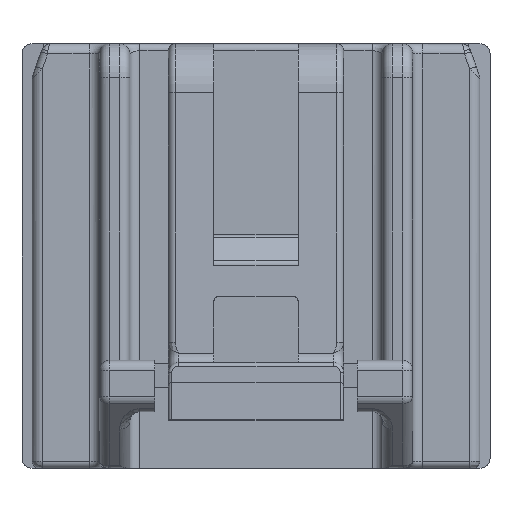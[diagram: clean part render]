
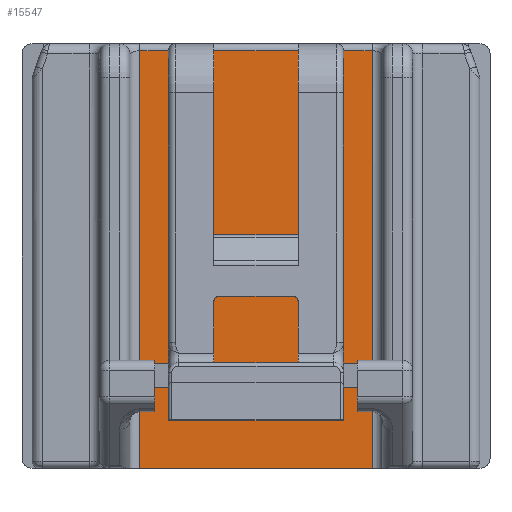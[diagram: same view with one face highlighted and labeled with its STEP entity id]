
A CAD part, front view. The second image highlights one B-rep face of the part: STEP entity #15547.
In plain terms, the highlighted planar face has unit normal (0, -1, 0).
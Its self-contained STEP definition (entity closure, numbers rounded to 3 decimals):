
#2974=DIRECTION('',(1.,0.,0.));
#2975=VECTOR('',#2974,6.9);
#2976=CARTESIAN_POINT('',(-3.45,-1.15,0.));
#2977=LINE('',#2976,#2975);
#3365=DIRECTION('',(0.,0.,1.));
#3366=VECTOR('',#3365,12.4);
#3367=CARTESIAN_POINT('',(3.45,-1.15,0.));
#3368=LINE('',#3367,#3366);
#3400=DIRECTION('',(0.,0.,-1.));
#3401=VECTOR('',#3400,2.8);
#3402=CARTESIAN_POINT('',(-2.6,-1.15,12.4));
#3403=LINE('',#3402,#3401);
#3404=DIRECTION('',(0.,0.,1.));
#3405=VECTOR('',#3404,2.);
#3406=CARTESIAN_POINT('',(-1.8,-1.15,9.6));
#3407=LINE('',#3406,#3405);
#3408=DIRECTION('',(0.,0.,1.));
#3409=VECTOR('',#3408,0.8);
#3410=CARTESIAN_POINT('',(-1.25,-1.15,11.6));
#3411=LINE('',#3410,#3409);
#3412=DIRECTION('',(1.,0.,0.));
#3413=VECTOR('',#3412,0.8);
#3414=CARTESIAN_POINT('',(1.8,-1.15,9.6));
#3415=LINE('',#3414,#3413);
#3416=DIRECTION('',(0.,0.,1.));
#3417=VECTOR('',#3416,2.8);
#3418=CARTESIAN_POINT('',(2.6,-1.15,9.6));
#3419=LINE('',#3418,#3417);
#3447=DIRECTION('',(0.,0.,-1.));
#3448=VECTOR('',#3447,12.4);
#3449=CARTESIAN_POINT('',(-3.45,-1.15,12.4));
#3450=LINE('',#3449,#3448);
#3480=DIRECTION('',(-1.,0.,0.));
#3481=VECTOR('',#3480,0.85);
#3482=CARTESIAN_POINT('',(-2.6,-1.15,12.4));
#3483=LINE('',#3482,#3481);
#3828=DIRECTION('',(0.,0.,1.));
#3829=VECTOR('',#3828,0.8);
#3830=CARTESIAN_POINT('',(1.25,-1.15,11.6));
#3831=LINE('',#3830,#3829);
#3876=DIRECTION('',(0.,0.,1.));
#3877=VECTOR('',#3876,2.);
#3878=CARTESIAN_POINT('',(1.8,-1.15,9.6));
#3879=LINE('',#3878,#3877);
#4258=DIRECTION('',(-1.,0.,0.));
#4259=VECTOR('',#4258,0.85);
#4260=CARTESIAN_POINT('',(3.45,-1.15,12.4));
#4261=LINE('',#4260,#4259);
#4389=DIRECTION('',(-1.,0.,0.));
#4390=VECTOR('',#4389,0.55);
#4391=CARTESIAN_POINT('',(1.8,-1.15,11.6));
#4392=LINE('',#4391,#4390);
#4393=DIRECTION('',(-1.,0.,0.));
#4394=VECTOR('',#4393,2.5);
#4395=CARTESIAN_POINT('',(1.25,-1.15,12.4));
#4396=LINE('',#4395,#4394);
#4405=DIRECTION('',(-1.,0.,0.));
#4406=VECTOR('',#4405,0.55);
#4407=CARTESIAN_POINT('',(-1.25,-1.15,11.6));
#4408=LINE('',#4407,#4406);
#4409=DIRECTION('',(-1.,0.,0.));
#4410=VECTOR('',#4409,0.8);
#4411=CARTESIAN_POINT('',(-1.8,-1.15,9.6));
#4412=LINE('',#4411,#4410);
#8790=CARTESIAN_POINT('',(-3.45,-1.15,0.));
#8791=VERTEX_POINT('',#8790);
#8792=CARTESIAN_POINT('',(3.45,-1.15,0.));
#8793=VERTEX_POINT('',#8792);
#9084=CARTESIAN_POINT('',(3.45,-1.15,12.4));
#9085=VERTEX_POINT('',#9084);
#9086=CARTESIAN_POINT('',(-3.45,-1.15,12.4));
#9087=VERTEX_POINT('',#9086);
#9088=CARTESIAN_POINT('',(-2.6,-1.15,12.4));
#9089=VERTEX_POINT('',#9088);
#9090=CARTESIAN_POINT('',(-2.6,-1.15,9.6));
#9091=VERTEX_POINT('',#9090);
#9092=CARTESIAN_POINT('',(-1.8,-1.15,9.6));
#9093=VERTEX_POINT('',#9092);
#9094=CARTESIAN_POINT('',(-1.8,-1.15,11.6));
#9095=VERTEX_POINT('',#9094);
#9096=CARTESIAN_POINT('',(-1.25,-1.15,11.6));
#9097=VERTEX_POINT('',#9096);
#9098=CARTESIAN_POINT('',(-1.25,-1.15,12.4));
#9099=VERTEX_POINT('',#9098);
#9100=CARTESIAN_POINT('',(1.25,-1.15,12.4));
#9101=VERTEX_POINT('',#9100);
#9102=CARTESIAN_POINT('',(1.25,-1.15,11.6));
#9103=VERTEX_POINT('',#9102);
#9104=CARTESIAN_POINT('',(1.8,-1.15,11.6));
#9105=VERTEX_POINT('',#9104);
#9106=CARTESIAN_POINT('',(1.8,-1.15,9.6));
#9107=VERTEX_POINT('',#9106);
#9108=CARTESIAN_POINT('',(2.6,-1.15,9.6));
#9109=VERTEX_POINT('',#9108);
#9110=CARTESIAN_POINT('',(2.6,-1.15,12.4));
#9111=VERTEX_POINT('',#9110);
#15510=CARTESIAN_POINT('',(-6.35,-1.15,0.));
#15511=DIRECTION('',(0.,-1.,0.));
#15512=DIRECTION('',(1.,0.,0.));
#15513=AXIS2_PLACEMENT_3D('',#15510,#15511,#15512);
#15514=PLANE('',#15513);
#15515=ORIENTED_EDGE('',*,*,#15501,.F.);
#15516=ORIENTED_EDGE('',*,*,#15014,.F.);
#15518=ORIENTED_EDGE('',*,*,#15517,.F.);
#15520=ORIENTED_EDGE('',*,*,#15519,.F.);
#15522=ORIENTED_EDGE('',*,*,#15521,.T.);
#15524=ORIENTED_EDGE('',*,*,#15523,.F.);
#15526=ORIENTED_EDGE('',*,*,#15525,.T.);
#15528=ORIENTED_EDGE('',*,*,#15527,.F.);
#15530=ORIENTED_EDGE('',*,*,#15529,.T.);
#15532=ORIENTED_EDGE('',*,*,#15531,.F.);
#15534=ORIENTED_EDGE('',*,*,#15533,.F.);
#15536=ORIENTED_EDGE('',*,*,#15535,.F.);
#15538=ORIENTED_EDGE('',*,*,#15537,.F.);
#15540=ORIENTED_EDGE('',*,*,#15539,.T.);
#15542=ORIENTED_EDGE('',*,*,#15541,.T.);
#15544=ORIENTED_EDGE('',*,*,#15543,.F.);
#15545=EDGE_LOOP('',(#15515,#15516,#15518,#15520,#15522,#15524,#15526,#15528,
#15530,#15532,#15534,#15536,#15538,#15540,#15542,#15544));
#15546=FACE_OUTER_BOUND('',#15545,.F.);
#15547=ADVANCED_FACE('',(#15546),#15514,.T.);
#15014=EDGE_CURVE('',#8791,#8793,#2977,.T.);
#15501=EDGE_CURVE('',#8793,#9085,#3368,.T.);
#15517=EDGE_CURVE('',#9087,#8791,#3450,.T.);
#15519=EDGE_CURVE('',#9089,#9087,#3483,.T.);
#15521=EDGE_CURVE('',#9089,#9091,#3403,.T.);
#15523=EDGE_CURVE('',#9093,#9091,#4412,.T.);
#15525=EDGE_CURVE('',#9093,#9095,#3407,.T.);
#15527=EDGE_CURVE('',#9097,#9095,#4408,.T.);
#15529=EDGE_CURVE('',#9097,#9099,#3411,.T.);
#15531=EDGE_CURVE('',#9101,#9099,#4396,.T.);
#15533=EDGE_CURVE('',#9103,#9101,#3831,.T.);
#15535=EDGE_CURVE('',#9105,#9103,#4392,.T.);
#15537=EDGE_CURVE('',#9107,#9105,#3879,.T.);
#15539=EDGE_CURVE('',#9107,#9109,#3415,.T.);
#15541=EDGE_CURVE('',#9109,#9111,#3419,.T.);
#15543=EDGE_CURVE('',#9085,#9111,#4261,.T.);
